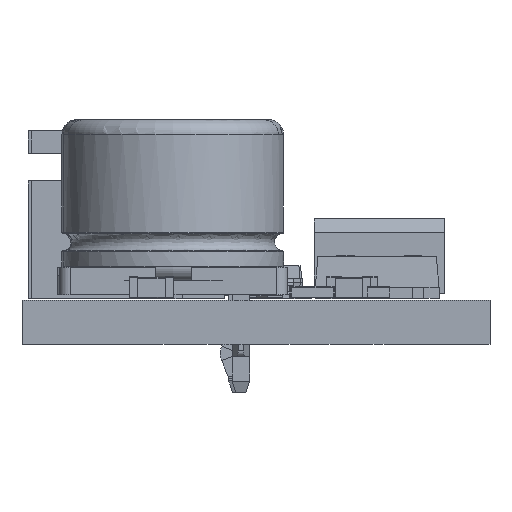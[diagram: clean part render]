
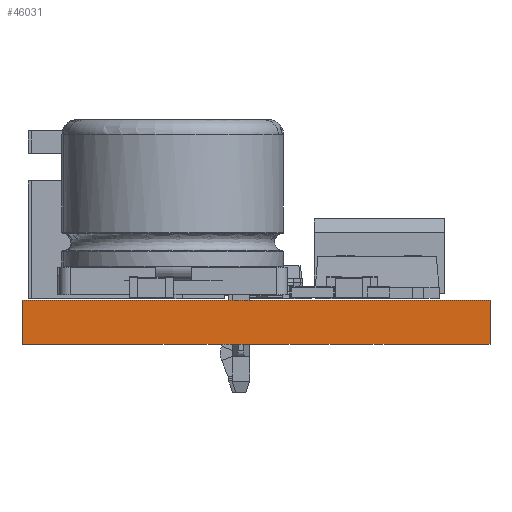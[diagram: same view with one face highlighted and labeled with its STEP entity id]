
A CAD part, front view. The second image highlights one B-rep face of the part: STEP entity #46031.
In plain terms, the highlighted planar face has unit normal (0, -1, 0).
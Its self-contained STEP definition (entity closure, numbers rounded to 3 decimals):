
#40737 = PLANE('',#40738);
#40738 = AXIS2_PLACEMENT_3D('',#40739,#40740,#40741);
#40739 = CARTESIAN_POINT('',(100.,-95.94,1.6));
#40740 = DIRECTION('',(-0.,-0.,-1.));
#40741 = DIRECTION('',(-1.,0.,0.));
#40791 = PLANE('',#40792);
#40792 = AXIS2_PLACEMENT_3D('',#40793,#40794,#40795);
#40793 = CARTESIAN_POINT('',(100.,-95.94,0.));
#40794 = DIRECTION('',(-0.,-0.,-1.));
#40795 = DIRECTION('',(-1.,0.,0.));
#41684 = VERTEX_POINT('',#41685);
#41685 = CARTESIAN_POINT('',(108.5,-139.25,0.));
#41699 = PLANE('',#41700);
#41700 = AXIS2_PLACEMENT_3D('',#41701,#41702,#41703);
#41701 = CARTESIAN_POINT('',(108.5,-76.25,0.));
#41702 = DIRECTION('',(1.,0.,-0.));
#41703 = DIRECTION('',(0.,-1.,0.));
#41711 = EDGE_CURVE('',#41684,#41712,#41714,.T.);
#41712 = VERTEX_POINT('',#41713);
#41713 = CARTESIAN_POINT('',(91.5,-139.25,0.));
#41714 = SURFACE_CURVE('',#41715,(#41719,#41726),.PCURVE_S1.);
#41715 = LINE('',#41716,#41717);
#41716 = CARTESIAN_POINT('',(108.5,-139.25,0.));
#41717 = VECTOR('',#41718,1.);
#41718 = DIRECTION('',(-1.,0.,0.));
#41719 = PCURVE('',#40791,#41720);
#41720 = DEFINITIONAL_REPRESENTATION('',(#41721),#41725);
#41721 = LINE('',#41722,#41723);
#41722 = CARTESIAN_POINT('',(-8.5,-43.31));
#41723 = VECTOR('',#41724,1.);
#41724 = DIRECTION('',(1.,0.));
#41725 = ( GEOMETRIC_REPRESENTATION_CONTEXT(2) 
PARAMETRIC_REPRESENTATION_CONTEXT() REPRESENTATION_CONTEXT('2D SPACE',''
  ) );
#41726 = PCURVE('',#41727,#41732);
#41727 = PLANE('',#41728);
#41728 = AXIS2_PLACEMENT_3D('',#41729,#41730,#41731);
#41729 = CARTESIAN_POINT('',(108.5,-139.25,0.));
#41730 = DIRECTION('',(0.,-1.,0.));
#41731 = DIRECTION('',(-1.,0.,0.));
#41732 = DEFINITIONAL_REPRESENTATION('',(#41733),#41737);
#41733 = LINE('',#41734,#41735);
#41734 = CARTESIAN_POINT('',(0.,-0.));
#41735 = VECTOR('',#41736,1.);
#41736 = DIRECTION('',(1.,0.));
#41737 = ( GEOMETRIC_REPRESENTATION_CONTEXT(2) 
PARAMETRIC_REPRESENTATION_CONTEXT() REPRESENTATION_CONTEXT('2D SPACE',''
  ) );
#41755 = PLANE('',#41756);
#41756 = AXIS2_PLACEMENT_3D('',#41757,#41758,#41759);
#41757 = CARTESIAN_POINT('',(91.5,-139.25,0.));
#41758 = DIRECTION('',(-1.,0.,0.));
#41759 = DIRECTION('',(0.,1.,0.));
#43520 = VERTEX_POINT('',#43521);
#43521 = CARTESIAN_POINT('',(108.5,-139.25,1.6));
#43542 = EDGE_CURVE('',#43520,#43543,#43545,.T.);
#43543 = VERTEX_POINT('',#43544);
#43544 = CARTESIAN_POINT('',(91.5,-139.25,1.6));
#43545 = SURFACE_CURVE('',#43546,(#43550,#43557),.PCURVE_S1.);
#43546 = LINE('',#43547,#43548);
#43547 = CARTESIAN_POINT('',(108.5,-139.25,1.6));
#43548 = VECTOR('',#43549,1.);
#43549 = DIRECTION('',(-1.,0.,0.));
#43550 = PCURVE('',#40737,#43551);
#43551 = DEFINITIONAL_REPRESENTATION('',(#43552),#43556);
#43552 = LINE('',#43553,#43554);
#43553 = CARTESIAN_POINT('',(-8.5,-43.31));
#43554 = VECTOR('',#43555,1.);
#43555 = DIRECTION('',(1.,0.));
#43556 = ( GEOMETRIC_REPRESENTATION_CONTEXT(2) 
PARAMETRIC_REPRESENTATION_CONTEXT() REPRESENTATION_CONTEXT('2D SPACE',''
  ) );
#43557 = PCURVE('',#41727,#43558);
#43558 = DEFINITIONAL_REPRESENTATION('',(#43559),#43563);
#43559 = LINE('',#43560,#43561);
#43560 = CARTESIAN_POINT('',(0.,-1.6));
#43561 = VECTOR('',#43562,1.);
#43562 = DIRECTION('',(1.,0.));
#43563 = ( GEOMETRIC_REPRESENTATION_CONTEXT(2) 
PARAMETRIC_REPRESENTATION_CONTEXT() REPRESENTATION_CONTEXT('2D SPACE',''
  ) );
#45983 = EDGE_CURVE('',#41684,#43520,#45984,.T.);
#45984 = SURFACE_CURVE('',#45985,(#45989,#45996),.PCURVE_S1.);
#45985 = LINE('',#45986,#45987);
#45986 = CARTESIAN_POINT('',(108.5,-139.25,0.));
#45987 = VECTOR('',#45988,1.);
#45988 = DIRECTION('',(0.,0.,1.));
#45989 = PCURVE('',#41699,#45990);
#45990 = DEFINITIONAL_REPRESENTATION('',(#45991),#45995);
#45991 = LINE('',#45992,#45993);
#45992 = CARTESIAN_POINT('',(63.,0.));
#45993 = VECTOR('',#45994,1.);
#45994 = DIRECTION('',(0.,-1.));
#45995 = ( GEOMETRIC_REPRESENTATION_CONTEXT(2) 
PARAMETRIC_REPRESENTATION_CONTEXT() REPRESENTATION_CONTEXT('2D SPACE',''
  ) );
#45996 = PCURVE('',#41727,#45997);
#45997 = DEFINITIONAL_REPRESENTATION('',(#45998),#46002);
#45998 = LINE('',#45999,#46000);
#45999 = CARTESIAN_POINT('',(0.,-0.));
#46000 = VECTOR('',#46001,1.);
#46001 = DIRECTION('',(0.,-1.));
#46002 = ( GEOMETRIC_REPRESENTATION_CONTEXT(2) 
PARAMETRIC_REPRESENTATION_CONTEXT() REPRESENTATION_CONTEXT('2D SPACE',''
  ) );
#46031 = ADVANCED_FACE('',(#46032),#41727,.T.);
#46032 = FACE_BOUND('',#46033,.T.);
#46033 = EDGE_LOOP('',(#46034,#46035,#46036,#46057));
#46034 = ORIENTED_EDGE('',*,*,#45983,.T.);
#46035 = ORIENTED_EDGE('',*,*,#43542,.T.);
#46036 = ORIENTED_EDGE('',*,*,#46037,.F.);
#46037 = EDGE_CURVE('',#41712,#43543,#46038,.T.);
#46038 = SURFACE_CURVE('',#46039,(#46043,#46050),.PCURVE_S1.);
#46039 = LINE('',#46040,#46041);
#46040 = CARTESIAN_POINT('',(91.5,-139.25,0.));
#46041 = VECTOR('',#46042,1.);
#46042 = DIRECTION('',(0.,0.,1.));
#46043 = PCURVE('',#41727,#46044);
#46044 = DEFINITIONAL_REPRESENTATION('',(#46045),#46049);
#46045 = LINE('',#46046,#46047);
#46046 = CARTESIAN_POINT('',(17.,0.));
#46047 = VECTOR('',#46048,1.);
#46048 = DIRECTION('',(0.,-1.));
#46049 = ( GEOMETRIC_REPRESENTATION_CONTEXT(2) 
PARAMETRIC_REPRESENTATION_CONTEXT() REPRESENTATION_CONTEXT('2D SPACE',''
  ) );
#46050 = PCURVE('',#41755,#46051);
#46051 = DEFINITIONAL_REPRESENTATION('',(#46052),#46056);
#46052 = LINE('',#46053,#46054);
#46053 = CARTESIAN_POINT('',(0.,0.));
#46054 = VECTOR('',#46055,1.);
#46055 = DIRECTION('',(0.,-1.));
#46056 = ( GEOMETRIC_REPRESENTATION_CONTEXT(2) 
PARAMETRIC_REPRESENTATION_CONTEXT() REPRESENTATION_CONTEXT('2D SPACE',''
  ) );
#46057 = ORIENTED_EDGE('',*,*,#41711,.F.);
